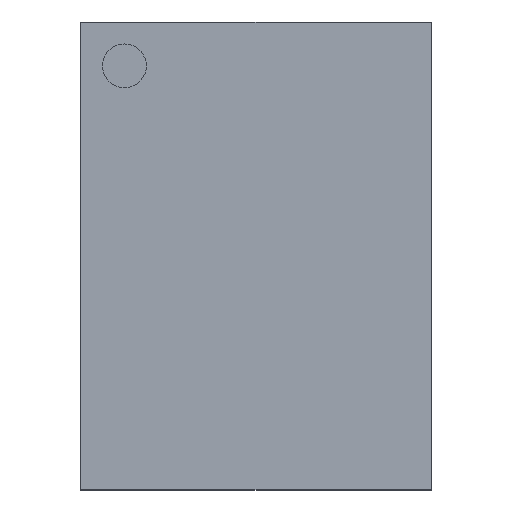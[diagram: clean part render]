
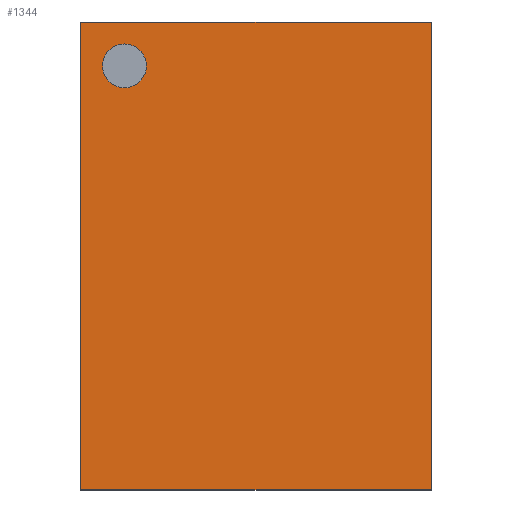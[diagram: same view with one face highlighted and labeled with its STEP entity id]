
A CAD part, top view. The second image highlights one B-rep face of the part: STEP entity #1344.
In plain terms, the highlighted planar face has unit normal (0, 0, 1).
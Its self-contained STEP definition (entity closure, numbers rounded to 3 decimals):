
#1155 = VERTEX_POINT('',#1156);
#1156 = CARTESIAN_POINT('',(-5.625,-7.5,3.62));
#1163 = PLANE('',#1164);
#1164 = AXIS2_PLACEMENT_3D('',#1165,#1166,#1167);
#1165 = CARTESIAN_POINT('',(-5.625,-7.5,0.75));
#1166 = DIRECTION('',(1.,0.,0.));
#1167 = DIRECTION('',(0.,0.,1.));
#1175 = PLANE('',#1176);
#1176 = AXIS2_PLACEMENT_3D('',#1177,#1178,#1179);
#1177 = CARTESIAN_POINT('',(-5.625,-7.5,0.75));
#1178 = DIRECTION('',(0.,1.,0.));
#1179 = DIRECTION('',(0.,0.,1.));
#1216 = VERTEX_POINT('',#1217);
#1217 = CARTESIAN_POINT('',(-5.625,7.5,3.62));
#1231 = PLANE('',#1232);
#1232 = AXIS2_PLACEMENT_3D('',#1233,#1234,#1235);
#1233 = CARTESIAN_POINT('',(-5.625,7.5,0.75));
#1234 = DIRECTION('',(0.,1.,0.));
#1235 = DIRECTION('',(0.,0.,1.));
#1243 = EDGE_CURVE('',#1155,#1216,#1244,.T.);
#1244 = SURFACE_CURVE('',#1245,(#1249,#1256),.PCURVE_S1.);
#1245 = LINE('',#1246,#1247);
#1246 = CARTESIAN_POINT('',(-5.625,-7.5,3.62));
#1247 = VECTOR('',#1248,1.);
#1248 = DIRECTION('',(0.,1.,0.));
#1249 = PCURVE('',#1163,#1250);
#1250 = DEFINITIONAL_REPRESENTATION('',(#1251),#1255);
#1251 = LINE('',#1252,#1253);
#1252 = CARTESIAN_POINT('',(2.87,0.));
#1253 = VECTOR('',#1254,1.);
#1254 = DIRECTION('',(0.,-1.));
#1255 = ( GEOMETRIC_REPRESENTATION_CONTEXT(2) 
PARAMETRIC_REPRESENTATION_CONTEXT() REPRESENTATION_CONTEXT('2D SPACE',''
  ) );
#1256 = PCURVE('',#1257,#1262);
#1257 = PLANE('',#1258);
#1258 = AXIS2_PLACEMENT_3D('',#1259,#1260,#1261);
#1259 = CARTESIAN_POINT('',(-5.625,-7.5,3.62));
#1260 = DIRECTION('',(0.,0.,1.));
#1261 = DIRECTION('',(1.,0.,0.));
#1262 = DEFINITIONAL_REPRESENTATION('',(#1263),#1267);
#1263 = LINE('',#1264,#1265);
#1264 = CARTESIAN_POINT('',(0.,0.));
#1265 = VECTOR('',#1266,1.);
#1266 = DIRECTION('',(0.,1.));
#1267 = ( GEOMETRIC_REPRESENTATION_CONTEXT(2) 
PARAMETRIC_REPRESENTATION_CONTEXT() REPRESENTATION_CONTEXT('2D SPACE',''
  ) );
#1296 = EDGE_CURVE('',#1155,#1297,#1299,.T.);
#1297 = VERTEX_POINT('',#1298);
#1298 = CARTESIAN_POINT('',(5.625,-7.5,3.62));
#1299 = SURFACE_CURVE('',#1300,(#1304,#1311),.PCURVE_S1.);
#1300 = LINE('',#1301,#1302);
#1301 = CARTESIAN_POINT('',(-5.625,-7.5,3.62));
#1302 = VECTOR('',#1303,1.);
#1303 = DIRECTION('',(1.,0.,0.));
#1304 = PCURVE('',#1175,#1305);
#1305 = DEFINITIONAL_REPRESENTATION('',(#1306),#1310);
#1306 = LINE('',#1307,#1308);
#1307 = CARTESIAN_POINT('',(2.87,0.));
#1308 = VECTOR('',#1309,1.);
#1309 = DIRECTION('',(0.,1.));
#1310 = ( GEOMETRIC_REPRESENTATION_CONTEXT(2) 
PARAMETRIC_REPRESENTATION_CONTEXT() REPRESENTATION_CONTEXT('2D SPACE',''
  ) );
#1311 = PCURVE('',#1257,#1312);
#1312 = DEFINITIONAL_REPRESENTATION('',(#1313),#1317);
#1313 = LINE('',#1314,#1315);
#1314 = CARTESIAN_POINT('',(0.,0.));
#1315 = VECTOR('',#1316,1.);
#1316 = DIRECTION('',(1.,0.));
#1317 = ( GEOMETRIC_REPRESENTATION_CONTEXT(2) 
PARAMETRIC_REPRESENTATION_CONTEXT() REPRESENTATION_CONTEXT('2D SPACE',''
  ) );
#1333 = PLANE('',#1334);
#1334 = AXIS2_PLACEMENT_3D('',#1335,#1336,#1337);
#1335 = CARTESIAN_POINT('',(5.625,-7.5,0.75));
#1336 = DIRECTION('',(1.,0.,0.));
#1337 = DIRECTION('',(0.,0.,1.));
#1344 = ADVANCED_FACE('',(#1345,#1393),#1257,.T.);
#1345 = FACE_BOUND('',#1346,.T.);
#1346 = EDGE_LOOP('',(#1347,#1348,#1349,#1372));
#1347 = ORIENTED_EDGE('',*,*,#1243,.F.);
#1348 = ORIENTED_EDGE('',*,*,#1296,.T.);
#1349 = ORIENTED_EDGE('',*,*,#1350,.T.);
#1350 = EDGE_CURVE('',#1297,#1351,#1353,.T.);
#1351 = VERTEX_POINT('',#1352);
#1352 = CARTESIAN_POINT('',(5.625,7.5,3.62));
#1353 = SURFACE_CURVE('',#1354,(#1358,#1365),.PCURVE_S1.);
#1354 = LINE('',#1355,#1356);
#1355 = CARTESIAN_POINT('',(5.625,-7.5,3.62));
#1356 = VECTOR('',#1357,1.);
#1357 = DIRECTION('',(0.,1.,0.));
#1358 = PCURVE('',#1257,#1359);
#1359 = DEFINITIONAL_REPRESENTATION('',(#1360),#1364);
#1360 = LINE('',#1361,#1362);
#1361 = CARTESIAN_POINT('',(11.25,0.));
#1362 = VECTOR('',#1363,1.);
#1363 = DIRECTION('',(0.,1.));
#1364 = ( GEOMETRIC_REPRESENTATION_CONTEXT(2) 
PARAMETRIC_REPRESENTATION_CONTEXT() REPRESENTATION_CONTEXT('2D SPACE',''
  ) );
#1365 = PCURVE('',#1333,#1366);
#1366 = DEFINITIONAL_REPRESENTATION('',(#1367),#1371);
#1367 = LINE('',#1368,#1369);
#1368 = CARTESIAN_POINT('',(2.87,0.));
#1369 = VECTOR('',#1370,1.);
#1370 = DIRECTION('',(0.,-1.));
#1371 = ( GEOMETRIC_REPRESENTATION_CONTEXT(2) 
PARAMETRIC_REPRESENTATION_CONTEXT() REPRESENTATION_CONTEXT('2D SPACE',''
  ) );
#1372 = ORIENTED_EDGE('',*,*,#1373,.F.);
#1373 = EDGE_CURVE('',#1216,#1351,#1374,.T.);
#1374 = SURFACE_CURVE('',#1375,(#1379,#1386),.PCURVE_S1.);
#1375 = LINE('',#1376,#1377);
#1376 = CARTESIAN_POINT('',(-5.625,7.5,3.62));
#1377 = VECTOR('',#1378,1.);
#1378 = DIRECTION('',(1.,0.,0.));
#1379 = PCURVE('',#1257,#1380);
#1380 = DEFINITIONAL_REPRESENTATION('',(#1381),#1385);
#1381 = LINE('',#1382,#1383);
#1382 = CARTESIAN_POINT('',(0.,15.));
#1383 = VECTOR('',#1384,1.);
#1384 = DIRECTION('',(1.,0.));
#1385 = ( GEOMETRIC_REPRESENTATION_CONTEXT(2) 
PARAMETRIC_REPRESENTATION_CONTEXT() REPRESENTATION_CONTEXT('2D SPACE',''
  ) );
#1386 = PCURVE('',#1231,#1387);
#1387 = DEFINITIONAL_REPRESENTATION('',(#1388),#1392);
#1388 = LINE('',#1389,#1390);
#1389 = CARTESIAN_POINT('',(2.87,0.));
#1390 = VECTOR('',#1391,1.);
#1391 = DIRECTION('',(0.,1.));
#1392 = ( GEOMETRIC_REPRESENTATION_CONTEXT(2) 
PARAMETRIC_REPRESENTATION_CONTEXT() REPRESENTATION_CONTEXT('2D SPACE',''
  ) );
#1393 = FACE_BOUND('',#1394,.T.);
#1394 = EDGE_LOOP('',(#1395));
#1395 = ORIENTED_EDGE('',*,*,#1396,.F.);
#1396 = EDGE_CURVE('',#1397,#1397,#1399,.T.);
#1397 = VERTEX_POINT('',#1398);
#1398 = CARTESIAN_POINT('',(-3.516,6.094,3.62));
#1399 = SURFACE_CURVE('',#1400,(#1405,#1412),.PCURVE_S1.);
#1400 = CIRCLE('',#1401,0.703);
#1401 = AXIS2_PLACEMENT_3D('',#1402,#1403,#1404);
#1402 = CARTESIAN_POINT('',(-4.219,6.094,3.62));
#1403 = DIRECTION('',(0.,0.,1.));
#1404 = DIRECTION('',(1.,0.,0.));
#1405 = PCURVE('',#1257,#1406);
#1406 = DEFINITIONAL_REPRESENTATION('',(#1407),#1411);
#1407 = CIRCLE('',#1408,0.703);
#1408 = AXIS2_PLACEMENT_2D('',#1409,#1410);
#1409 = CARTESIAN_POINT('',(1.406,13.594));
#1410 = DIRECTION('',(1.,0.));
#1411 = ( GEOMETRIC_REPRESENTATION_CONTEXT(2) 
PARAMETRIC_REPRESENTATION_CONTEXT() REPRESENTATION_CONTEXT('2D SPACE',''
  ) );
#1412 = PCURVE('',#1413,#1418);
#1413 = CYLINDRICAL_SURFACE('',#1414,0.703);
#1414 = AXIS2_PLACEMENT_3D('',#1415,#1416,#1417);
#1415 = CARTESIAN_POINT('',(-4.219,6.094,3.258));
#1416 = DIRECTION('',(0.,0.,1.));
#1417 = DIRECTION('',(1.,0.,0.));
#1418 = DEFINITIONAL_REPRESENTATION('',(#1419),#1423);
#1419 = LINE('',#1420,#1421);
#1420 = CARTESIAN_POINT('',(0.,0.362));
#1421 = VECTOR('',#1422,1.);
#1422 = DIRECTION('',(1.,0.));
#1423 = ( GEOMETRIC_REPRESENTATION_CONTEXT(2) 
PARAMETRIC_REPRESENTATION_CONTEXT() REPRESENTATION_CONTEXT('2D SPACE',''
  ) );
